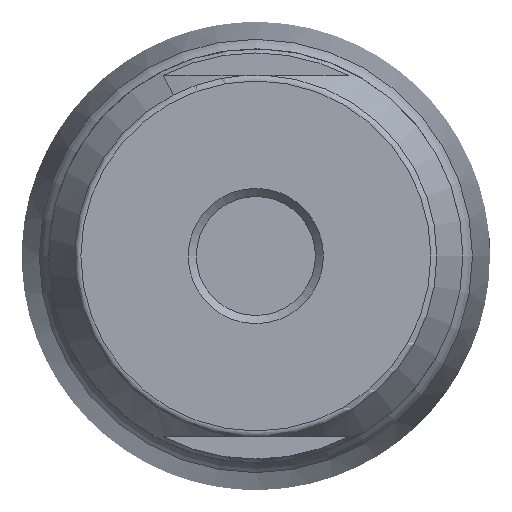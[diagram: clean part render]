
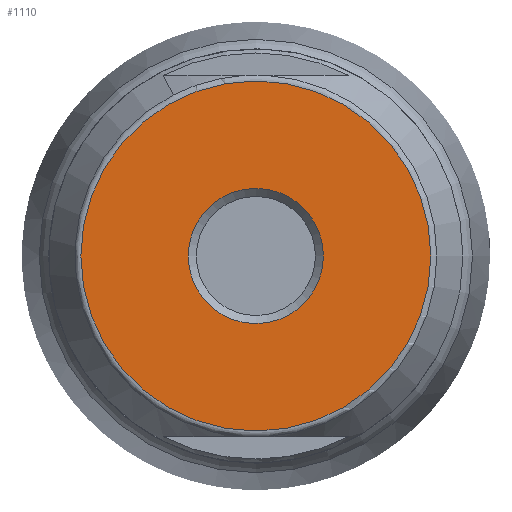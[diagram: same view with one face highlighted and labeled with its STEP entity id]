
A CAD part, front view. The second image highlights one B-rep face of the part: STEP entity #1110.
In plain terms, the highlighted planar face has unit normal (0, -1, 0).
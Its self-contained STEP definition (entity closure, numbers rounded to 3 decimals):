
#97=PLANE('',#1300);
#366=ORIENTED_EDGE('',*,*,#534,.F.);
#367=ORIENTED_EDGE('',*,*,#519,.T.);
#519=EDGE_CURVE('',#629,#629,#711,.T.);
#534=EDGE_CURVE('',#645,#645,#726,.T.);
#629=VERTEX_POINT('',#1930);
#645=VERTEX_POINT('',#1977);
#711=CIRCLE('',#1270,12.591);
#726=CIRCLE('',#1301,4.864);
#843=EDGE_LOOP('',(#366));
#844=EDGE_LOOP('',(#367));
#990=FACE_BOUND('',#843,.T.);
#991=FACE_BOUND('',#844,.T.);
#1110=ADVANCED_FACE('',(#990,#991),#97,.F.);
#1270=AXIS2_PLACEMENT_3D('',#1929,#1537,#1538);
#1300=AXIS2_PLACEMENT_3D('',#1975,#1597,#1598);
#1301=AXIS2_PLACEMENT_3D('',#1976,#1599,#1600);
#1537=DIRECTION('',(0.,-1.,0.));
#1538=DIRECTION('',(0.,0.,-1.));
#1597=DIRECTION('',(0.,1.,0.));
#1598=DIRECTION('',(0.,0.,1.));
#1599=DIRECTION('',(0.,-1.,0.));
#1600=DIRECTION('',(0.,0.,-1.));
#1929=CARTESIAN_POINT('',(0.,-45.5,0.));
#1930=CARTESIAN_POINT('',(0.,-45.5,-12.591));
#1975=CARTESIAN_POINT('',(12.591,-45.5,0.));
#1976=CARTESIAN_POINT('',(0.,-45.5,0.));
#1977=CARTESIAN_POINT('',(0.,-45.5,-4.864));
